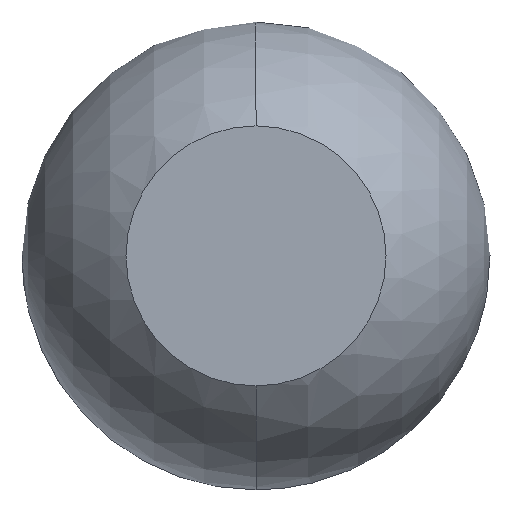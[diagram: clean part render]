
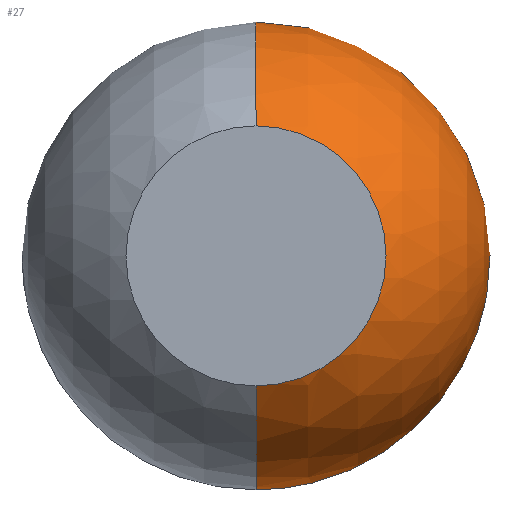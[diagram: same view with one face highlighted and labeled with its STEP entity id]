
A CAD part, front view. The second image highlights one B-rep face of the part: STEP entity #27.
In plain terms, the highlighted spherical face has radius 4.5 mm.
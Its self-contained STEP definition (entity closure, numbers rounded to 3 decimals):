
#5 = DIRECTION ( 'NONE',  ( 0., 0., -1. ) ) ;
#6 = DIRECTION ( 'NONE',  ( 1., 0., 0. ) ) ;
#8 = DIRECTION ( 'NONE',  ( 0., 0., 1. ) ) ;
#17 = DIRECTION ( 'NONE',  ( 0., 0., -1. ) ) ;
#20 = DIRECTION ( 'NONE',  ( 0., 0., 1. ) ) ;
#26 = SPHERICAL_SURFACE ( 'NONE', #107, 4.5 ) ;
#27 = ADVANCED_FACE ( 'NONE', ( #138 ), #26, .T. ) ;
#29 = VERTEX_POINT ( 'NONE', #158 ) ;
#32 = CARTESIAN_POINT ( 'NONE',  ( 0., -3.742, -2.5 ) ) ;
#40 = ORIENTED_EDGE ( 'NONE', *, *, #119, .F. ) ;
#45 = CARTESIAN_POINT ( 'NONE',  ( 0., 0., 0. ) ) ;
#63 = AXIS2_PLACEMENT_3D ( 'NONE', #45, #67, #8 ) ;
#67 = DIRECTION ( 'NONE',  ( -1., 0., 0. ) ) ;
#69 = EDGE_CURVE ( 'NONE', #124, #29, #104, .T. ) ;
#75 = CIRCLE ( 'NONE', #63, 4.5 ) ;
#80 = ORIENTED_EDGE ( 'NONE', *, *, #69, .T. ) ;
#81 = CARTESIAN_POINT ( 'NONE',  ( 0., 0., 0. ) ) ;
#84 = DIRECTION ( 'NONE',  ( 0., 1., 0. ) ) ;
#93 = AXIS2_PLACEMENT_3D ( 'NONE', #132, #84, #20 ) ;
#103 = DIRECTION ( 'NONE',  ( -1., 0., 0. ) ) ;
#104 = CIRCLE ( 'NONE', #131, 4.5 ) ;
#107 = AXIS2_PLACEMENT_3D ( 'NONE', #81, #103, #5 ) ;
#118 = CARTESIAN_POINT ( 'NONE',  ( 0., -3.742, 2.5 ) ) ;
#119 = EDGE_CURVE ( 'NONE', #152, #29, #75, .T. ) ;
#124 = VERTEX_POINT ( 'NONE', #32 ) ;
#126 = CIRCLE ( 'NONE', #93, 2.5 ) ;
#127 = EDGE_LOOP ( 'NONE', ( #40, #155, #80 ) ) ;
#131 = AXIS2_PLACEMENT_3D ( 'NONE', #164, #6, #17 ) ;
#132 = CARTESIAN_POINT ( 'NONE',  ( 0., -3.742, 0. ) ) ;
#138 = FACE_OUTER_BOUND ( 'NONE', #127, .T. ) ;
#152 = VERTEX_POINT ( 'NONE', #118 ) ;
#155 = ORIENTED_EDGE ( 'NONE', *, *, #166, .T. ) ;
#158 = CARTESIAN_POINT ( 'NONE',  ( 0., 4.5, 0. ) ) ;
#164 = CARTESIAN_POINT ( 'NONE',  ( 0., 0., 0. ) ) ;
#166 = EDGE_CURVE ( 'NONE', #152, #124, #126, .T. ) ;
